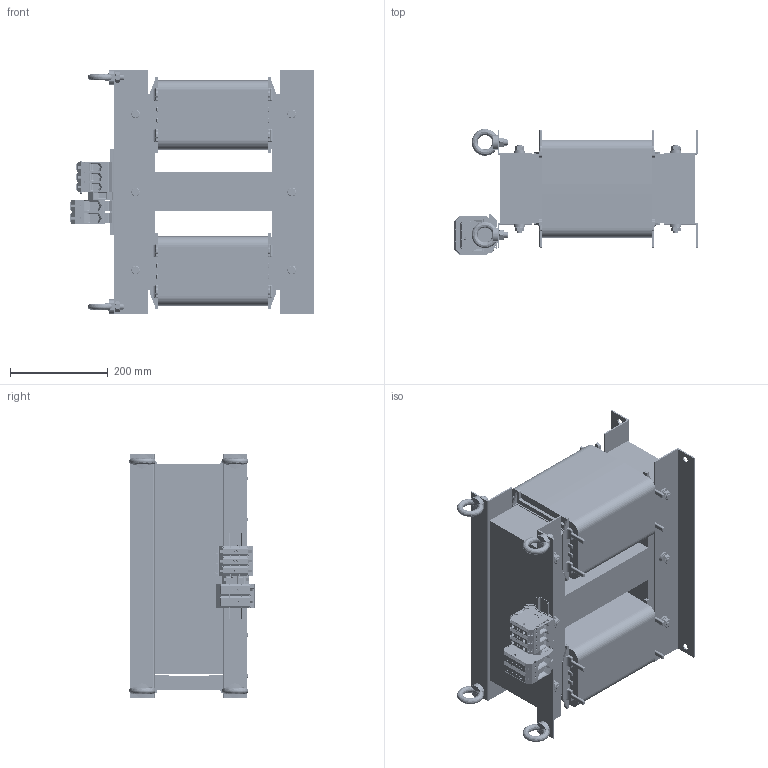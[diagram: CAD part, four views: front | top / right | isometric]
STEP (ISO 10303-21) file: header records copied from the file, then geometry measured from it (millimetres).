
FILE_DESCRIPTION(/* description */ (''),/* implementation_level */ '2;1');
FILE_NAME(/* name */ 'YZV03405400.stp',/* time_stamp */ '2023-03-31T11:58:42+02:00',/* author */ ('velazquez'),/* organization */ (''),/* preprocessor_version */ 'ST-DEVELOPER v19.2',/* originating_system */ 'Autodesk Inventor 2023',/* authorisation */ '');
FILE_SCHEMA (('AUTOMOTIVE_DESIGN { 1 0 10303 214 3 1 1 }'));
Products named in the file (14): YZV03405400; 3UI240 400 x 400 - 140; RC80 NT080; UI 240_140_BOBINADO; centrador M10 aleman; Varilla m10 x 180; DIN 125 - A 10,5; DIN 934 - M10; FICHA 35 AM_VE; FICHA 50; FICHA 95; carril 7 agujeros; DIN 580 - M12; DIN 934 - M12
Assembly tree (64 placements, depth 2):
  YZV03405400
    3UI240 400 x 400 - 140
    RC80 NT080  x4
    UI 240_140_BOBINADO  x2
    centrador M10 aleman  x12
    Varilla m10 x 180  x6
    DIN 125 - A 10,5  x12
    DIN 934 - M10  x12
    FICHA 35 AM_VE
    FICHA 50  x3
    FICHA 95  x2
    carril 7 agujeros
    DIN 580 - M12  x4
    DIN 934 - M12  x4
Bounding box: 498.79 x 257.49 x 500 mm (x, y, z)
Volume: 25717437.9 mm3; surface area: 2525855.5 mm2
Topology: 75 solids, 99 shells, 8589 faces, 22867 edges, 14403 vertices
Faces by surface type: plane 4970, cylinder 2715, bspline 268, torus 268, sphere 210, cone 158
Full cylindrical faces by diameter (mm): 2 x4, 2.5 x64, 2.75 x6, 2.95 x6, 3.4 x12, 3.448 x3, 4.6 x8, 6.5 x18, 8 x4, 8.376 x12, 8.5 x6, 10 x6, 10.106 x4, 10.5 x24, 10.8 x4, 12 x4, 13 x20, 14.7 x12, 15 x6, 20 x12, 23 x12
Entity records: 133419 total; most frequent: CARTESIAN_POINT 32383, ORIENTED_EDGE 20600, DIRECTION 20384, EDGE_CURVE 10300, LINE 7118, VECTOR 7118, AXIS2_PLACEMENT_3D 6633, VERTEX_POINT 6534
